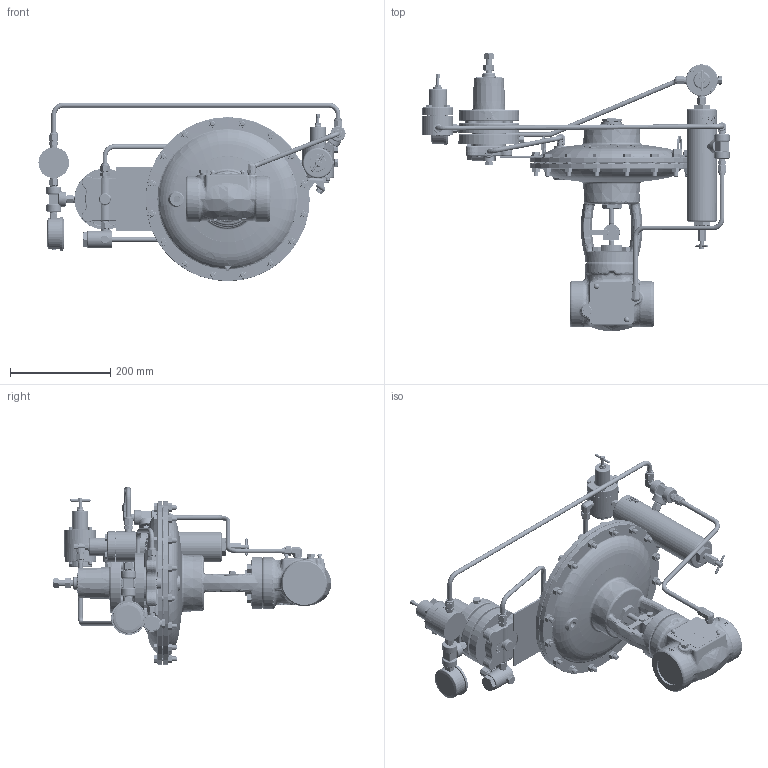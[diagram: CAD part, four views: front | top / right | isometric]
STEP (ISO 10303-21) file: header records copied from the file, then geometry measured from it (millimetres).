
FILE_DESCRIPTION (( 'STEP AP214' ), '1' );
FILE_NAME ('CVS2200SMT30-HPBP.STEP', '2025-11-19T20:24:50', ( '' ), ( '' ), 'SwSTEP 2.0', 'SolidWorks 2024', '' );
FILE_SCHEMA (( 'AUTOMOTIVE_DESIGN' ));
Length unit declared in the file: inch
Products named in the file (1): CVS2200SMT30-HPBP
Bounding box: 612.93 x 555.69 x 356.07 mm (x, y, z)
Volume: 9248207.7 mm3; surface area: 881381.6 mm2
Topology: 24 solids, 35 shells, 9227 faces, 23598 edges, 14877 vertices
Faces by surface type: plane 3862, bspline 2589, cone 1100, cylinder 1092, torus 468, sphere 116
Entity records: 418965 total; most frequent: CARTESIAN_POINT 217300, ORIENTED_EDGE 46980, DIRECTION 33471, EDGE_CURVE 23490, VERTEX_POINT 14875, AXIS2_PLACEMENT_3D 11487, LINE 10497, VECTOR 10497
